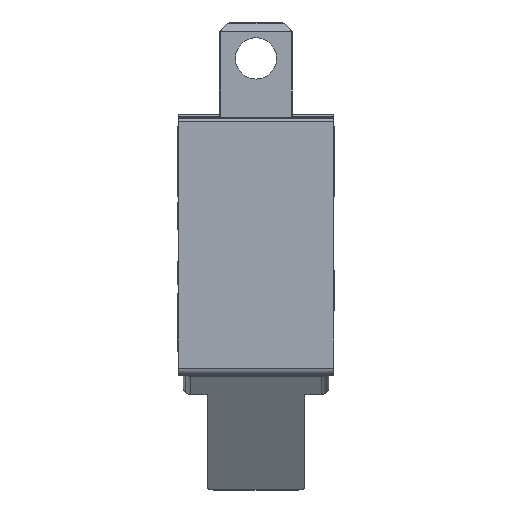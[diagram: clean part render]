
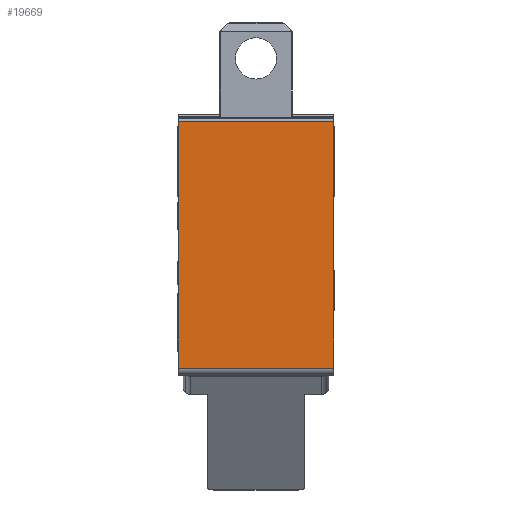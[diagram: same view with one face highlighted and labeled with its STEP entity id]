
A CAD part, left-side view. The second image highlights one B-rep face of the part: STEP entity #19669.
In plain terms, the highlighted planar face has unit normal (-1, 0, 0).
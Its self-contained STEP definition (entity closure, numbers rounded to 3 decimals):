
#1879 = EDGE_LOOP ( 'NONE', ( #3299, #37980, #7953, #17953 ) ) ;
#2934 = CARTESIAN_POINT ( 'NONE',  ( 0., 0., -0.45 ) ) ;
#3299 = ORIENTED_EDGE ( 'NONE', *, *, #24106, .F. ) ;
#3732 = CARTESIAN_POINT ( 'NONE',  ( 0., 6.4, -0.45 ) ) ;
#4222 = LINE ( 'NONE', #11499, #35583 ) ;
#4473 = AXIS2_PLACEMENT_3D ( 'NONE', #36701, #36568, #7235 ) ;
#5315 = DIRECTION ( 'NONE',  ( 0., 0., 1. ) ) ;
#7235 = DIRECTION ( 'NONE',  ( 0., 0., 1. ) ) ;
#7816 = VERTEX_POINT ( 'NONE', #12148 ) ;
#7953 = ORIENTED_EDGE ( 'NONE', *, *, #14241, .F. ) ;
#8730 = VERTEX_POINT ( 'NONE', #34073 ) ;
#11499 = CARTESIAN_POINT ( 'NONE',  ( 0., 6.4, -0.75 ) ) ;
#11699 = LINE ( 'NONE', #24929, #29997 ) ;
#12148 = CARTESIAN_POINT ( 'NONE',  ( 0., 0., 9.7 ) ) ;
#13130 = DIRECTION ( 'NONE',  ( 0., 0., 1. ) ) ;
#13788 = VERTEX_POINT ( 'NONE', #27291 ) ;
#13983 = DIRECTION ( 'NONE',  ( 0., -1., 0. ) ) ;
#14241 = EDGE_CURVE ( 'NONE', #13788, #7816, #29241, .T. ) ;
#16092 = VECTOR ( 'NONE', #13983, 1000. ) ;
#17953 = ORIENTED_EDGE ( 'NONE', *, *, #24883, .F. ) ;
#19270 = LINE ( 'NONE', #2934, #23496 ) ;
#19669 = ADVANCED_FACE ( 'NONE', ( #29793 ), #24190, .T. ) ;
#23496 = VECTOR ( 'NONE', #29933, 1000. ) ;
#24106 = EDGE_CURVE ( 'NONE', #8730, #38832, #19270, .T. ) ;
#24190 = PLANE ( 'NONE',  #4473 ) ;
#24883 = EDGE_CURVE ( 'NONE', #38832, #13788, #4222, .T. ) ;
#24929 = CARTESIAN_POINT ( 'NONE',  ( 0., 0., -0.75 ) ) ;
#27291 = CARTESIAN_POINT ( 'NONE',  ( 0., 6.4, 9.7 ) ) ;
#29241 = LINE ( 'NONE', #34738, #16092 ) ;
#29454 = EDGE_CURVE ( 'NONE', #8730, #7816, #11699, .T. ) ;
#29793 = FACE_OUTER_BOUND ( 'NONE', #1879, .T. ) ;
#29933 = DIRECTION ( 'NONE',  ( 0., 1., 0. ) ) ;
#29997 = VECTOR ( 'NONE', #13130, 1000. ) ;
#34073 = CARTESIAN_POINT ( 'NONE',  ( 0., 0., -0.45 ) ) ;
#34738 = CARTESIAN_POINT ( 'NONE',  ( 0., 0., 9.7 ) ) ;
#35583 = VECTOR ( 'NONE', #5315, 1000. ) ;
#36568 = DIRECTION ( 'NONE',  ( -1., 0., 0. ) ) ;
#36701 = CARTESIAN_POINT ( 'NONE',  ( 0., 0., -0.75 ) ) ;
#37980 = ORIENTED_EDGE ( 'NONE', *, *, #29454, .T. ) ;
#38832 = VERTEX_POINT ( 'NONE', #3732 ) ;
